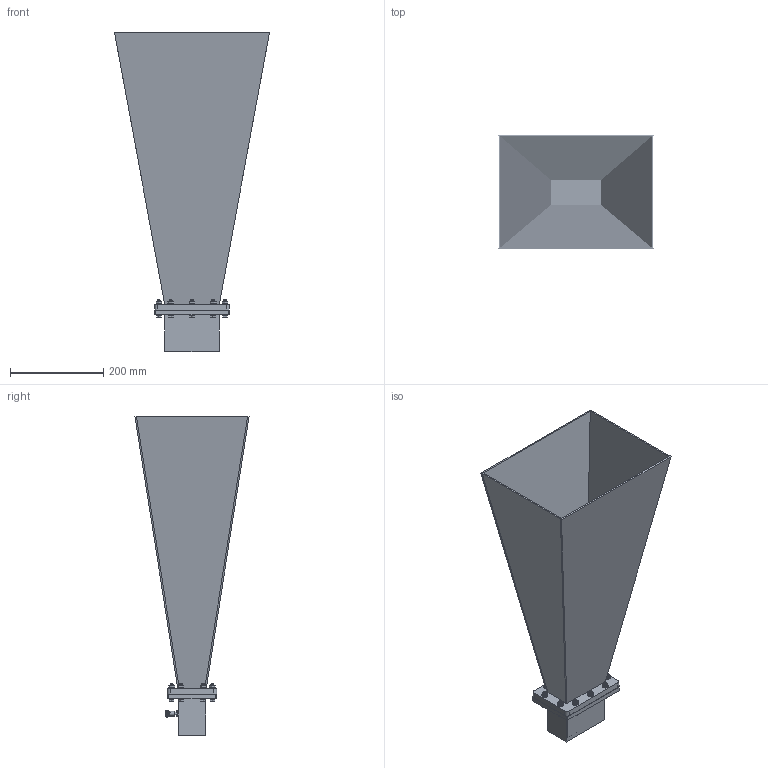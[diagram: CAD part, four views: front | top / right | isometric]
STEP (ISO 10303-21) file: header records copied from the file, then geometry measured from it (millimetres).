
FILE_DESCRIPTION (( 'STEP AP214' ), '1' );
FILE_NAME ('FM9864B-NF-15_3D.STEP', '2021-03-12T16:45:18', ( '' ), ( '' ), 'SwSTEP 2.0', 'SolidWorks 2020', '' );
FILE_SCHEMA (( 'AUTOMOTIVE_DESIGN' ));
Length unit declared in the file: inch
Products named in the file (11): 1-4-20SH-HXx1.25_92196A544; Copy of 112-N-PANEL^Copy of PE9872_CON_PE9872; FM9864B-NF-15_3D; Copy of PE9872_Body^PE9872; 1-4-LW; PE9864B-15; 1-4-20HN_94846A029; Copy of 112-N^Copy of PE9872_CON_PE9872; Copy of 06142-con screw^Copy of PE9872_CON_PE9872; Copy of PE9872_CON^PE9872; PE9872
Assembly tree (40 placements, depth 4):
  FM9864B-NF-15_3D
    PE9872
      Copy of PE9872_CON^PE9872
        Copy of 06142-con screw^Copy of PE9872_CON_PE9872  x4
        Copy of 112-N-PANEL^Copy of PE9872_CON_PE9872
        Copy of 112-N^Copy of PE9872_CON_PE9872
      Copy of PE9872_Body^PE9872
    PE9864B-15
    1-4-20SH-HXx1.25_92196A544  x10
    1-4-20HN_94846A029  x10
    1-4-LW  x10
Bounding box: 332.99 x 245.11 x 685.29 mm (x, y, z)
Volume: 1778450 mm3; surface area: 1035018.6 mm2
Topology: 38 solids, 38 shells, 2551 faces, 5830 edges, 3387 vertices
Faces by surface type: plane 1548, cone 838, cylinder 111, bspline 54
Full cylindrical faces by diameter (mm): 1.7 x1, 2.7 x4, 3.04 x1, 4 x1, 4.1 x1, 4.3 x4, 6 x1, 6.756 x10, 6.76 x10, 7 x1, 10 x1, 13.5 x2
Entity records: 16013 total; most frequent: CARTESIAN_POINT 6071, ORIENTED_EDGE 1658, DIRECTION 1578, EDGE_CURVE 829, AXIS2_PLACEMENT_3D 622, VERTEX_POINT 529, EDGE_LOOP 502, FACE_OUTER_BOUND 417
